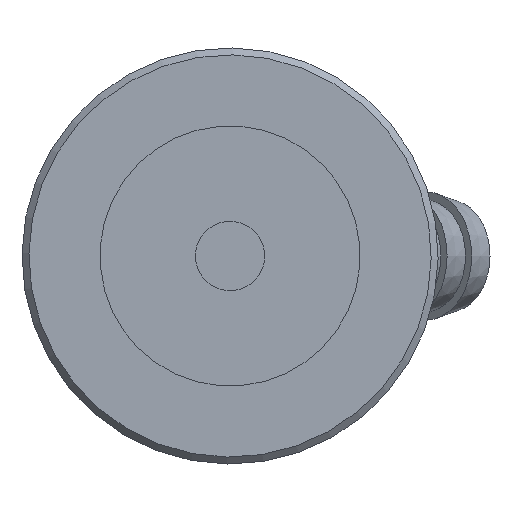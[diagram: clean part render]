
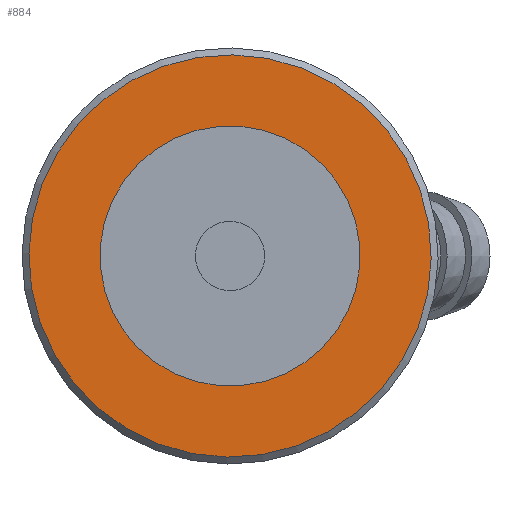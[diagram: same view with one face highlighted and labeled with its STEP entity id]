
A CAD part, left-side view. The second image highlights one B-rep face of the part: STEP entity #884.
In plain terms, the highlighted planar face has unit normal (-1, 0, 0).
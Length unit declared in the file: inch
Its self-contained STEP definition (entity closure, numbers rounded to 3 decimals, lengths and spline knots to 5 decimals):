
#857=CARTESIAN_POINT('',(1.178,-0.4261,-0.08111));
#858=DIRECTION('',(-1.0,0.0,0.0));
#859=DIRECTION('',(0.0,0.187,-0.982));
#860=AXIS2_PLACEMENT_3D('',#857,#858,#859);
#861=PLANE('',#860);
#862=CARTESIAN_POINT('',(1.178,-0.56977,-0.10846));
#863=VERTEX_POINT('',#862);
#864=CARTESIAN_POINT('',(1.178,0.,0.));
#865=DIRECTION('',(1.,0.,0.));
#866=DIRECTION('',(0.,-0.982,-0.187));
#867=AXIS2_PLACEMENT_3D('',#864,#865,#866);
#868=CIRCLE('',#867,0.58);
#869=EDGE_CURVE('',#863,#863,#868,.T.);
#870=ORIENTED_EDGE('',*,*,#869,.F.);
#871=EDGE_LOOP('',(#870));
#872=FACE_OUTER_BOUND('',#871,.T.);
#873=CARTESIAN_POINT('',(1.178,-0.28243,-0.05376));
#874=VERTEX_POINT('',#873);
#875=CARTESIAN_POINT('',(1.178,0.,0.));
#876=DIRECTION('',(1.,0.,0.));
#877=DIRECTION('',(0.,-0.982,-0.187));
#878=AXIS2_PLACEMENT_3D('',#875,#876,#877);
#879=CIRCLE('',#878,0.2875);
#880=EDGE_CURVE('',#874,#874,#879,.T.);
#881=ORIENTED_EDGE('',*,*,#880,.T.);
#882=EDGE_LOOP('',(#881));
#883=FACE_BOUND('',#882,.T.);
#884=ADVANCED_FACE('',(#872,#883),#861,.T.);
